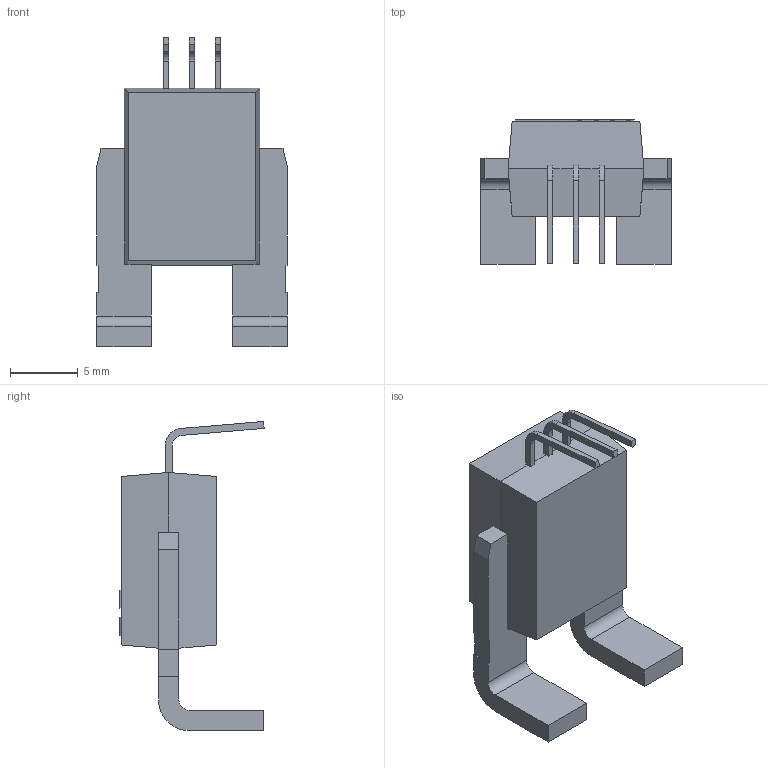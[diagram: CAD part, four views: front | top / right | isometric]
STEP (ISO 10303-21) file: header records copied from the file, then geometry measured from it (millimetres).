
FILE_DESCRIPTION (( 'STEP AP214' ), '1' );
FILE_NAME ('2FB5C6E0-F36B-4B5F-8145-839DEA4E1F6C.STEP', '2023-08-10T07:48:09', ( '' ), ( '' ), 'SwSTEP 2.0', 'SolidWorks 2022', '' );
FILE_SCHEMA (( 'AUTOMOTIVE_DESIGN' ));
Length unit declared in the file: millimetre
Products named in the file (1): 2FB5C6E0-F36B-4B5F-8145-839DEA4E1F6C
Bounding box: 14 x 10.62 x 22.75 mm (x, y, z)
Volume: 1058.6 mm3; surface area: 945.6 mm2
Topology: 1 solids, 1 shells, 261 faces, 718 edges, 478 vertices
Faces by surface type: plane 179, bspline 68, cylinder 14
Entity records: 12350 total; most frequent: CARTESIAN_POINT 5270, ORIENTED_EDGE 1436, DIRECTION 998, EDGE_CURVE 718, LINE 554, VECTOR 554, VERTEX_POINT 478, EDGE_LOOP 280
